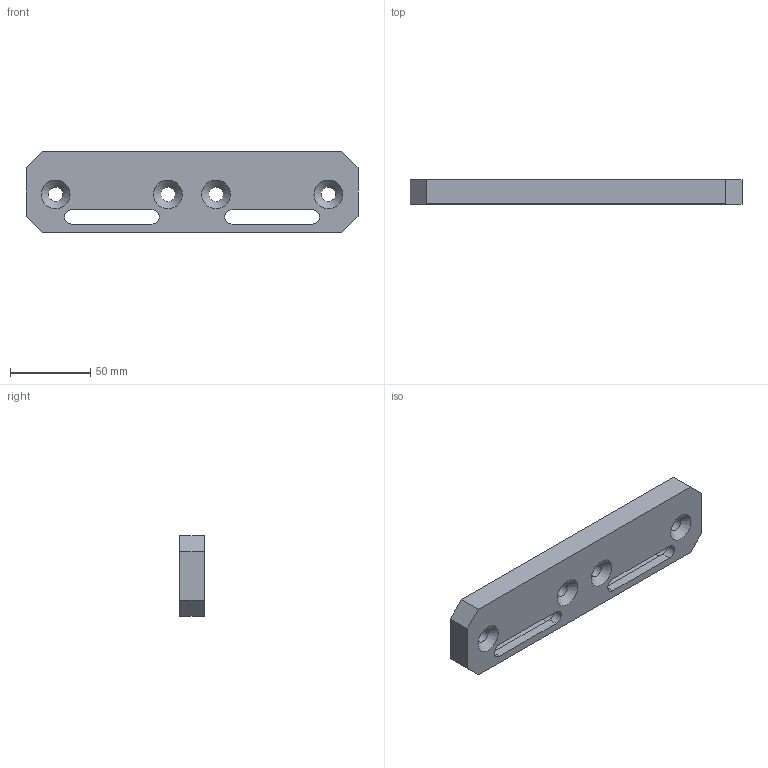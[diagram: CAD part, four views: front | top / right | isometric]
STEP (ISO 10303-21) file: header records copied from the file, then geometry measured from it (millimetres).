
FILE_DESCRIPTION(/* description */ ('Treppenverbinder 200'),/* implementation_level */ '2;1');
FILE_NAME(/* name */ 'SV3200N.stp',/* time_stamp */ '2015-11-28T11:25:32+01:00',/* author */ ('marina kaa'),/* organization */ (''),/* preprocessor_version */ 'ST-DEVELOPER v15.6',/* originating_system */ 'Autodesk Inventor 2015',/* authorisation */ '');
FILE_SCHEMA (('AUTOMOTIVE_DESIGN { 1 0 10303 214 3 1 1 }'));
Length unit declared in the file: millimetre
Products named in the file (1): SV3200N
Bounding box: 207 x 15 x 50 mm (x, y, z)
Volume: 124099.8 mm3; surface area: 30787.4 mm2
Topology: 1 solids, 1 shells, 36 faces, 96 edges, 64 vertices
Faces by surface type: plane 20, cylinder 12, cone 4
Full cylindrical faces by diameter (mm): 9 x4
Entity records: 1100 total; most frequent: DIRECTION 186, CARTESIAN_POINT 181, ORIENTED_EDGE 168, EDGE_CURVE 84, AXIS2_PLACEMENT_3D 65, VERTEX_POINT 60, EDGE_LOOP 58, LINE 56
